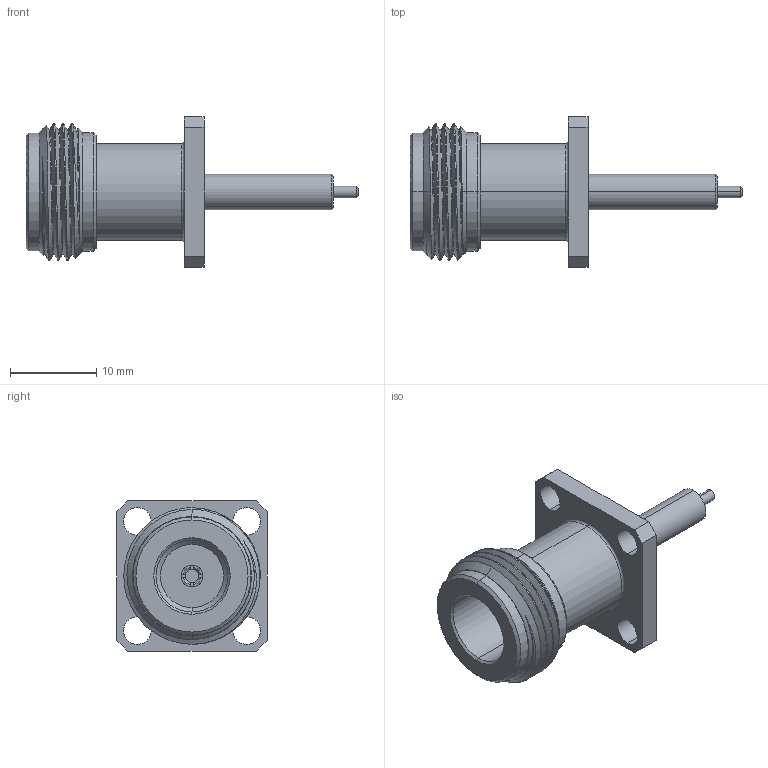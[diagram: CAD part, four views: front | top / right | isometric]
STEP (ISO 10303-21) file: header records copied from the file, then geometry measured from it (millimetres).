
FILE_DESCRIPTION (( 'STEP AP203' ), '1' );
FILE_NAME ('SC9229.step', '2019-01-14T23:23:31', ( '' ), ( '' ), 'SwSTEP 2.0', 'SolidWorks 2017', '' );
FILE_SCHEMA (( 'CONFIG_CONTROL_DESIGN' ));
Length unit declared in the file: inch
Products named in the file (1): SC9229
Bounding box: 38.6 x 17.5 x 17.5 mm (x, y, z)
Volume: 2607.2 mm3; surface area: 2552.5 mm2
Topology: 1 solids, 2 shells, 100 faces, 246 edges, 158 vertices
Faces by surface type: cylinder 37, plane 36, cone 22, bspline 3, torus 2
Entity records: 4318 total; most frequent: CARTESIAN_POINT 1854, DIRECTION 510, ORIENTED_EDGE 492, EDGE_CURVE 246, AXIS2_PLACEMENT_3D 200, VERTEX_POINT 158, EDGE_LOOP 118, LINE 110
